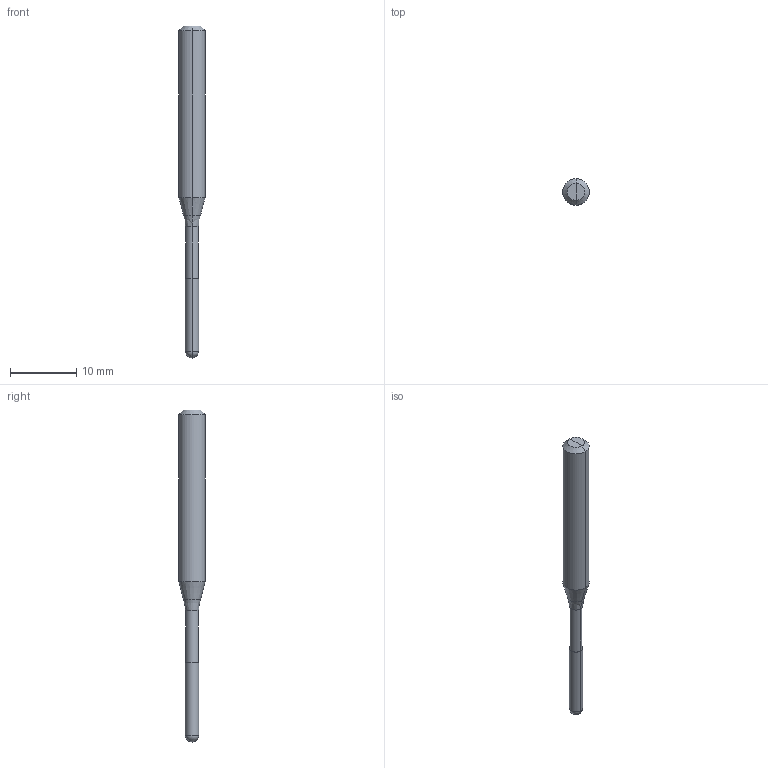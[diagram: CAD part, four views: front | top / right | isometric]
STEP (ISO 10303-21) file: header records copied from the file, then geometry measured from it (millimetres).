
FILE_DESCRIPTION((''),'2;1');
FILE_NAME('W1604587','',('ISBE GmbH'),('ISBE GmbH'),'ISBE STEP IO v1.1', 'originating_system','authorisation');
FILE_SCHEMA(('AUTOMOTIVE_DESIGN { 1 0 10303 214 1 1 1 1 }'));
Length unit declared in the file: millimetre
Products named in the file (3): CUT0; NOCUT0; RootObj
Assembly tree (2 placements, depth 2):
  RootObj
    CUT0
    NOCUT0
Bounding box: 4 x 4 x 50 mm (x, y, z)
Volume: 411.5 mm3; surface area: 501.3 mm2
Topology: 2 solids, 2 shells, 20 faces, 38 edges, 20 vertices
Faces by surface type: cylinder 6, plane 6, cone 4, sphere 2, revolution 2
Entity records: 1087 total; most frequent: DIRECTION 184, CARTESIAN_POINT 157, LINE 82, VECTOR 82, ORIENTED_EDGE 72, PCURVE 72, DEFINITIONAL_REPRESENTATION 72, AXIS2_PLACEMENT_3D 47
